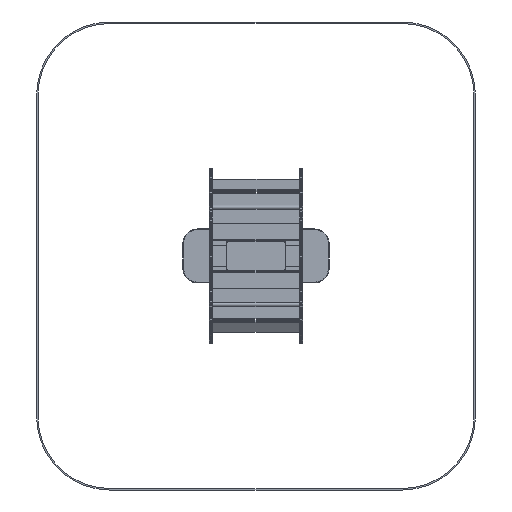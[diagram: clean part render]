
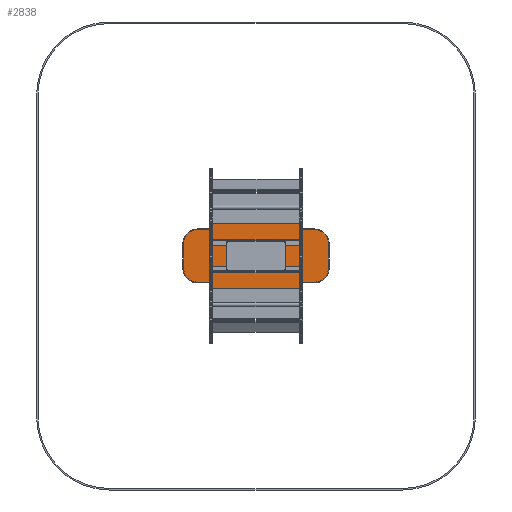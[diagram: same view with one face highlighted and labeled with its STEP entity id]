
A CAD part, front view. The second image highlights one B-rep face of the part: STEP entity #2838.
In plain terms, the highlighted face is planar.
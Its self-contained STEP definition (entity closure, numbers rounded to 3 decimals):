
#2838=ADVANCED_FACE('',(#22128),#22130,.T.);
#22128=FACE_BOUND('',#22129,.T.);
#22129=EDGE_LOOP('',(#37755,#37756,#37757,#37758,#37759,#37760,#37761,#37762,#37763,
#37764,#37765,#37766,#37767,#37768,#37769,#37770));
#22130=PLANE('',#22131);
#22131=AXIS2_PLACEMENT_3D('',#22132,#22133,#22134);
#22132=CARTESIAN_POINT('',(0.,0.,0.));
#22133=DIRECTION('',(0.,0.,1.));
#22134=DIRECTION('',(1.,0.,0.));
#37755=ORIENTED_EDGE('',*,*,#39191,.T.);
#37756=ORIENTED_EDGE('',*,*,#39192,.T.);
#37757=ORIENTED_EDGE('',*,*,#39193,.T.);
#37758=ORIENTED_EDGE('',*,*,#39194,.T.);
#37759=ORIENTED_EDGE('',*,*,#39195,.T.);
#37760=ORIENTED_EDGE('',*,*,#39134,.T.);
#37761=ORIENTED_EDGE('',*,*,#39196,.T.);
#37762=ORIENTED_EDGE('',*,*,#39139,.T.);
#37763=ORIENTED_EDGE('',*,*,#39197,.T.);
#37764=ORIENTED_EDGE('',*,*,#39198,.T.);
#37765=ORIENTED_EDGE('',*,*,#39199,.T.);
#37766=ORIENTED_EDGE('',*,*,#39200,.T.);
#37767=ORIENTED_EDGE('',*,*,#39201,.T.);
#37768=ORIENTED_EDGE('',*,*,#39161,.T.);
#37769=ORIENTED_EDGE('',*,*,#39202,.T.);
#37770=ORIENTED_EDGE('',*,*,#39171,.T.);
#39134=EDGE_CURVE('',#40185,#40197,#40199,.T.);
#39139=EDGE_CURVE('',#40208,#40205,#40209,.T.);
#39161=EDGE_CURVE('',#40246,#40243,#40247,.T.);
#39171=EDGE_CURVE('',#40264,#40261,#40265,.T.);
#39191=EDGE_CURVE('',#40261,#40296,#40297,.T.);
#39192=EDGE_CURVE('',#40296,#40298,#40299,.T.);
#39193=EDGE_CURVE('',#40298,#40300,#40301,.T.);
#39194=EDGE_CURVE('',#40300,#40302,#40303,.T.);
#39195=EDGE_CURVE('',#40302,#40185,#40304,.T.);
#39196=EDGE_CURVE('',#40197,#40208,#40305,.T.);
#39197=EDGE_CURVE('',#40205,#40306,#40307,.T.);
#39198=EDGE_CURVE('',#40306,#40308,#40309,.T.);
#39199=EDGE_CURVE('',#40308,#40310,#40311,.T.);
#39200=EDGE_CURVE('',#40310,#40312,#40313,.T.);
#39201=EDGE_CURVE('',#40312,#40246,#40314,.T.);
#39202=EDGE_CURVE('',#40243,#40264,#40315,.T.);
#40185=VERTEX_POINT('',#44454);
#40197=VERTEX_POINT('',#44481);
#40199=LINE('',#44486,#44487);
#40205=VERTEX_POINT('',#44500);
#40208=VERTEX_POINT('',#44506);
#40209=LINE('',#44507,#44508);
#40243=VERTEX_POINT('',#44590);
#40246=VERTEX_POINT('',#44596);
#40247=LINE('',#44597,#44598);
#40261=VERTEX_POINT('',#44632);
#40264=VERTEX_POINT('',#44638);
#40265=LINE('',#44639,#44640);
#40296=VERTEX_POINT('',#44717);
#40297=LINE('',#44718,#44719);
#40298=VERTEX_POINT('',#44721);
#40299=CIRCLE('',#44722,95.);
#40300=VERTEX_POINT('',#44726);
#40301=LINE('',#44727,#44728);
#40302=VERTEX_POINT('',#44730);
#40303=CIRCLE('',#44731,95.);
#40304=LINE('',#44735,#44736);
#40305=LINE('',#44738,#44739);
#40306=VERTEX_POINT('',#44741);
#40307=LINE('',#44742,#44743);
#40308=VERTEX_POINT('',#44745);
#40309=CIRCLE('',#44746,95.);
#40310=VERTEX_POINT('',#44750);
#40311=LINE('',#44751,#44752);
#40312=VERTEX_POINT('',#44754);
#40313=CIRCLE('',#44755,95.);
#40314=LINE('',#44759,#44760);
#40315=LINE('',#44762,#44763);
#44454=CARTESIAN_POINT('',(45.5,600.,0.));
#44481=CARTESIAN_POINT('',(5.,600.,0.));
#44486=CARTESIAN_POINT('',(45.5,600.,0.));
#44487=VECTOR('',#44488,1.);
#44488=DIRECTION('',(-1.,0.,0.));
#44500=CARTESIAN_POINT('',(45.5,0.,0.));
#44506=CARTESIAN_POINT('',(5.,0.,0.));
#44507=CARTESIAN_POINT('',(5.,0.,0.));
#44508=VECTOR('',#44509,1.);
#44509=DIRECTION('',(1.,0.,0.));
#44590=CARTESIAN_POINT('',(445.,0.,0.));
#44596=CARTESIAN_POINT('',(404.5,0.,0.));
#44597=CARTESIAN_POINT('',(404.5,0.,0.));
#44598=VECTOR('',#44599,1.);
#44599=DIRECTION('',(1.,0.,0.));
#44632=CARTESIAN_POINT('',(404.5,600.,0.));
#44638=CARTESIAN_POINT('',(445.,600.,0.));
#44639=CARTESIAN_POINT('',(445.,600.,0.));
#44640=VECTOR('',#44641,1.);
#44641=DIRECTION('',(-1.,0.,0.));
#44717=CARTESIAN_POINT('',(404.5,700.,0.));
#44718=CARTESIAN_POINT('',(404.5,600.,0.));
#44719=VECTOR('',#44720,1.);
#44720=DIRECTION('',(0.,1.,0.));
#44721=CARTESIAN_POINT('',(309.5,795.,0.));
#44722=AXIS2_PLACEMENT_3D('',#44723,#44724,#44725);
#44723=CARTESIAN_POINT('',(309.5,700.,0.));
#44724=DIRECTION('',(0.,0.,1.));
#44725=DIRECTION('',(1.,0.,0.));
#44726=CARTESIAN_POINT('',(140.5,795.,0.));
#44727=CARTESIAN_POINT('',(309.5,795.,0.));
#44728=VECTOR('',#44729,1.);
#44729=DIRECTION('',(-1.,0.,0.));
#44730=CARTESIAN_POINT('',(45.5,700.,0.));
#44731=AXIS2_PLACEMENT_3D('',#44732,#44733,#44734);
#44732=CARTESIAN_POINT('',(140.5,700.,0.));
#44733=DIRECTION('',(0.,0.,1.));
#44734=DIRECTION('',(0.,1.,0.));
#44735=CARTESIAN_POINT('',(45.5,700.,0.));
#44736=VECTOR('',#44737,1.);
#44737=DIRECTION('',(0.,-1.,0.));
#44738=CARTESIAN_POINT('',(5.,600.,0.));
#44739=VECTOR('',#44740,1.);
#44740=DIRECTION('',(0.,-1.,0.));
#44741=CARTESIAN_POINT('',(45.5,-100.,0.));
#44742=CARTESIAN_POINT('',(45.5,0.,0.));
#44743=VECTOR('',#44744,1.);
#44744=DIRECTION('',(0.,-1.,0.));
#44745=CARTESIAN_POINT('',(140.5,-195.,0.));
#44746=AXIS2_PLACEMENT_3D('',#44747,#44748,#44749);
#44747=CARTESIAN_POINT('',(140.5,-100.,0.));
#44748=DIRECTION('',(0.,0.,1.));
#44749=DIRECTION('',(-1.,0.,0.));
#44750=CARTESIAN_POINT('',(309.5,-195.,0.));
#44751=CARTESIAN_POINT('',(140.5,-195.,0.));
#44752=VECTOR('',#44753,1.);
#44753=DIRECTION('',(1.,0.,0.));
#44754=CARTESIAN_POINT('',(404.5,-100.,0.));
#44755=AXIS2_PLACEMENT_3D('',#44756,#44757,#44758);
#44756=CARTESIAN_POINT('',(309.5,-100.,0.));
#44757=DIRECTION('',(0.,0.,1.));
#44758=DIRECTION('',(0.,-1.,0.));
#44759=CARTESIAN_POINT('',(404.5,-100.,0.));
#44760=VECTOR('',#44761,1.);
#44761=DIRECTION('',(0.,1.,0.));
#44762=CARTESIAN_POINT('',(445.,0.,0.));
#44763=VECTOR('',#44764,1.);
#44764=DIRECTION('',(0.,1.,0.));
